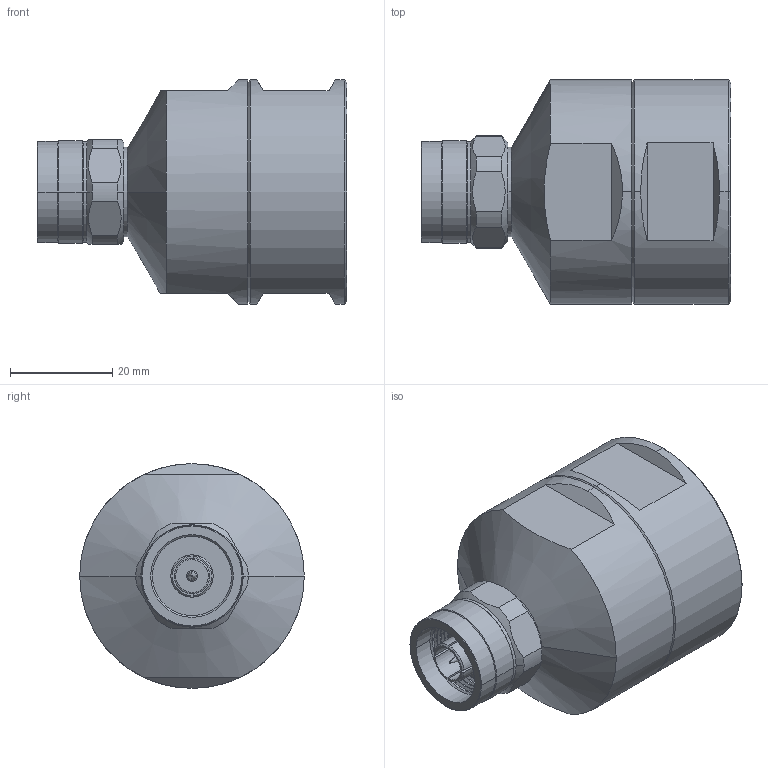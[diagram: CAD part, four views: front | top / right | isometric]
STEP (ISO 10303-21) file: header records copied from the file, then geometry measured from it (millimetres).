
FILE_DESCRIPTION (( 'STEP AP214' ), '1' );
FILE_NAME ('3190-2783(EZ-1200-NMC-2).STEP', '2020-11-16T06:44:42', ( '' ), ( '' ), 'SwSTEP 2.0', 'SolidWorks 2017', '' );
FILE_SCHEMA (( 'AUTOMOTIVE_DESIGN' ));
Length unit declared in the file: millimetre
Products named in the file (1): 3190-2783(EZ-1200-NMC-2)
Bounding box: 60.7 x 44 x 44 mm (x, y, z)
Volume: 59327.4 mm3; surface area: 10862.9 mm2
Topology: 1 solids, 1 shells, 140 faces, 340 edges, 209 vertices
Faces by surface type: cylinder 50, cone 46, plane 40, bspline 4
Entity records: 4258 total; most frequent: CARTESIAN_POINT 918, DIRECTION 736, ORIENTED_EDGE 680, EDGE_CURVE 340, AXIS2_PLACEMENT_3D 295, VERTEX_POINT 209, CIRCLE 158, EDGE_LOOP 147
